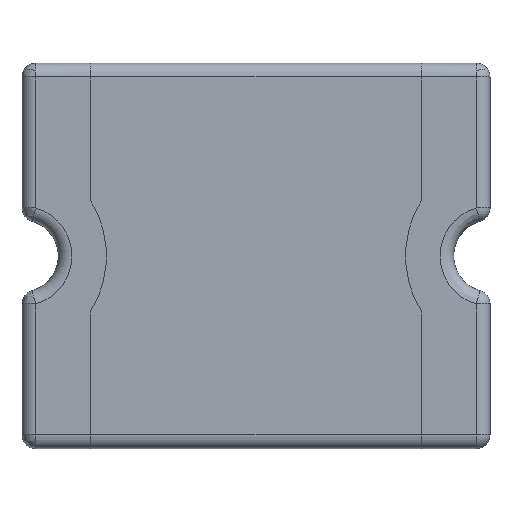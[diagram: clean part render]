
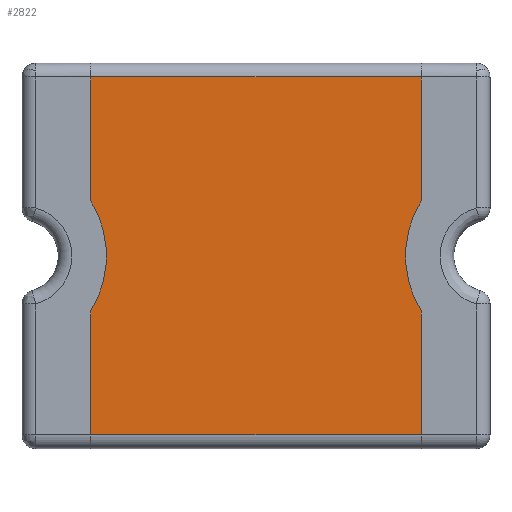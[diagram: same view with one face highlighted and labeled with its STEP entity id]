
A CAD part, top view. The second image highlights one B-rep face of the part: STEP entity #2822.
In plain terms, the highlighted planar face has unit normal (0, 0, 1).
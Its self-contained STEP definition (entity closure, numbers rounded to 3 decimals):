
#2549=CARTESIAN_POINT('',(1.2,1.3,0.62));
#2550=VERTEX_POINT('',#2549);
#2558=CARTESIAN_POINT('',(1.2,0.4,0.62));
#2559=VERTEX_POINT('',#2558);
#2560=CARTESIAN_POINT('',(1.2,1.3,0.62));
#2561=DIRECTION('',(0.0,-1.0,0.0));
#2562=VECTOR('',#2561,0.9);
#2563=LINE('',#2560,#2562);
#2564=EDGE_CURVE('',#2550,#2559,#2563,.T.);
#2598=CARTESIAN_POINT('',(1.2,-0.4,0.62));
#2599=VERTEX_POINT('',#2598);
#2600=CARTESIAN_POINT('',(1.85,0.,0.62));
#2601=DIRECTION('',(0.0,0.0,1.0));
#2602=DIRECTION('',(-1.0,0.0,0.0));
#2603=AXIS2_PLACEMENT_3D('',#2600,#2601,#2602);
#2604=CIRCLE('',#2603,0.763);
#2605=EDGE_CURVE('',#2559,#2599,#2604,.T.);
#2632=CARTESIAN_POINT('',(-1.2,-0.4,0.62));
#2633=VERTEX_POINT('',#2632);
#2640=CARTESIAN_POINT('',(-1.2,0.4,0.62));
#2641=VERTEX_POINT('',#2640);
#2642=CARTESIAN_POINT('',(-1.85,0.,0.62));
#2643=DIRECTION('',(0.0,0.0,1.0));
#2644=DIRECTION('',(1.0,0.0,0.0));
#2645=AXIS2_PLACEMENT_3D('',#2642,#2643,#2644);
#2646=CIRCLE('',#2645,0.763);
#2647=EDGE_CURVE('',#2633,#2641,#2646,.T.);
#2679=CARTESIAN_POINT('',(-1.2,1.3,0.62));
#2680=VERTEX_POINT('',#2679);
#2681=CARTESIAN_POINT('',(-1.2,0.4,0.62));
#2682=DIRECTION('',(0.0,1.0,0.0));
#2683=VECTOR('',#2682,0.9);
#2684=LINE('',#2681,#2683);
#2685=EDGE_CURVE('',#2641,#2680,#2684,.T.);
#2753=CARTESIAN_POINT('',(-1.2,-1.3,0.62));
#2754=VERTEX_POINT('',#2753);
#2762=CARTESIAN_POINT('',(-1.2,-1.3,0.62));
#2763=DIRECTION('',(0.0,1.0,0.0));
#2764=VECTOR('',#2763,0.9);
#2765=LINE('',#2762,#2764);
#2766=EDGE_CURVE('',#2754,#2633,#2765,.T.);
#2786=CARTESIAN_POINT('',(-1.2,1.3,0.62));
#2787=DIRECTION('',(1.0,0.0,0.0));
#2788=VECTOR('',#2787,2.401);
#2789=LINE('',#2786,#2788);
#2790=EDGE_CURVE('',#2680,#2550,#2789,.T.);
#2795=CARTESIAN_POINT('',(-1.32,-0.88,0.62));
#2796=DIRECTION('',(0.0,0.0,1.0));
#2797=DIRECTION('',(1.0,0.0,0.0));
#2798=AXIS2_PLACEMENT_3D('',#2795,#2796,#2797);
#2799=PLANE('',#2798);
#2800=ORIENTED_EDGE('',*,*,#2790,.F.);
#2801=ORIENTED_EDGE('',*,*,#2685,.F.);
#2802=ORIENTED_EDGE('',*,*,#2647,.F.);
#2803=ORIENTED_EDGE('',*,*,#2766,.F.);
#2804=CARTESIAN_POINT('',(1.2,-1.3,0.62));
#2805=VERTEX_POINT('',#2804);
#2806=CARTESIAN_POINT('',(1.2,-1.3,0.62));
#2807=DIRECTION('',(-1.0,0.0,0.0));
#2808=VECTOR('',#2807,2.401);
#2809=LINE('',#2806,#2808);
#2810=EDGE_CURVE('',#2805,#2754,#2809,.T.);
#2811=ORIENTED_EDGE('',*,*,#2810,.F.);
#2812=CARTESIAN_POINT('',(1.2,-0.4,0.62));
#2813=DIRECTION('',(0.0,-1.0,0.0));
#2814=VECTOR('',#2813,0.9);
#2815=LINE('',#2812,#2814);
#2816=EDGE_CURVE('',#2599,#2805,#2815,.T.);
#2817=ORIENTED_EDGE('',*,*,#2816,.F.);
#2818=ORIENTED_EDGE('',*,*,#2605,.F.);
#2819=ORIENTED_EDGE('',*,*,#2564,.F.);
#2820=EDGE_LOOP('',(#2800,#2801,#2802,#2803,#2811,#2817,#2818,#2819));
#2821=FACE_OUTER_BOUND('',#2820,.T.);
#2822=ADVANCED_FACE('',(#2821),#2799,.T.);
